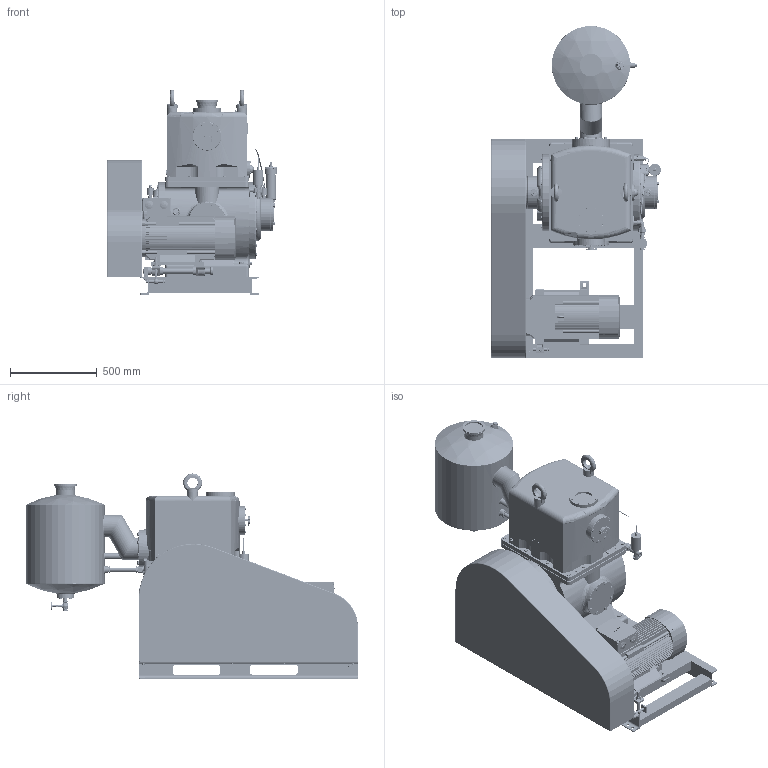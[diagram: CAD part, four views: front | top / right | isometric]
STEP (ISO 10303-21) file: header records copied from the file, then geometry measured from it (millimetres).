
FILE_DESCRIPTION(/* description */ ('Transferdokumente BA 501'),/* implementation_level */ '2;1');
FILE_NAME(/* name */ 'PK C43 637 C.stp',/* time_stamp */ '2025-11-18T08:24:00+01:00',/* author */ ('dennis.funk'),/* organization */ (''),/* preprocessor_version */ 'ST-DEVELOPER v18.1',/* originating_system */ 'Autodesk Inventor 2021',/* authorisation */ '');
FILE_SCHEMA (('AUTOMOTIVE_DESIGN { 1 0 10303 214 3 1 1 }'));
Products named in the file (34): PK 900 132; PK133007AZ_SW.ipt; PK 133 081 -X; PK 133 081 -X_1; PK133080-X_03.ipt; Frame0001; Skeleton0001; DIN U 100 00000001; DIN U 100 00000002; DIN U 140 00000003; DIN U 140 00000004; DIN U 140 00000005; DIN U 80 00000006; PK133080-X_01.ipt; PK133080-X_01.ipt_1; PK133080-X_01.ipt_2; PK133080-X_01.ipt_3; PK133080-X_02.ipt; PP 002 042; PK 122 406 -R; ISO 4017 - M16 x 100 - 8.8-A2B; PK122009-Z_achse; N 3823 333 AP; PK 133 850; DIN 471 - 16 x 1 - FST; DIN 444 - A - M16 x 140- C15E-A2B; DIN 125 - A 17 - ST-A2B; ISO 4032 - M16 - 5-A2B; ISO 4017 - M12 x 25 - 5.6-A2B; ISO 4017 - M8 x 16 - 5.8-A2B; PK123402AX_14.ipt; P 5114 351; ISO 4017 - M12 x 40 - 5.6-A2B; DIN 125 - A 13 - ST-A2B
Assembly tree (52 placements, depth 5):
  PK 900 132
    PK133007AZ_SW.ipt
    PK 133 081 -X
      PK 133 081 -X_1
        PK133080-X_03.ipt
        Frame0001
          Skeleton0001
          DIN U 100 00000001
          DIN U 100 00000002
          DIN U 140 00000003
          DIN U 140 00000004
          DIN U 140 00000005
          DIN U 80 00000006
        PK133080-X_01.ipt
        PK133080-X_01.ipt_1
        PK133080-X_01.ipt_2
        PK133080-X_01.ipt_3
        PK133080-X_02.ipt
        PP 002 042  x2
    PK 122 406 -R  x2
    ISO 4017 - M16 x 100 - 8.8-A2B  x4
    PK122009-Z_achse
    N 3823 333 AP  x4
    PK 133 850
    DIN 471 - 16 x 1 - FST  x2
    DIN 444 - A - M16 x 140- C15E-A2B
    DIN 125 - A 17 - ST-A2B
    ISO 4032 - M16 - 5-A2B
    DIN 125 - A 13 - ST-A2B  x6
    ISO 4017 - M12 x 25 - 5.6-A2B  x2
    ISO 4017 - M8 x 16 - 5.8-A2B  x2
    PK123402AX_14.ipt
    P 5114 351
    ISO 4017 - M12 x 40 - 5.6-A2B  x4
Bounding box: 976.62 x 1906.5 x 1179 mm (x, y, z)
Volume: 498458620.2 mm3; surface area: 12263310.1 mm2
Topology: 55 solids, 73 shells, 4767 faces, 11395 edges, 7108 vertices
Faces by surface type: plane 2270, cylinder 1143, cone 995, torus 173, bspline 101, sphere 85
Full cylindrical faces by diameter (mm): 1.35 x2, 1.4 x4, 1.7 x4, 3 x1, 3.4 x2, 3.5 x1, 4.134 x2, 5 x5, 5.5 x8, 6 x26, 6.647 x10, 7.5 x1, 8 x7, 8.376 x4, 10 x4, 10.106 x20, 11.6 x2, 11.63 x17, 12 x18, 12.5 x2, 12.8 x4, 13 x16, 13.835 x9, 14 x1, 14.63 x6, 15 x5, 15.2 x2, 16 x10, 16.2 x2, 16.6 x1
Entity records: 147353 total; most frequent: CARTESIAN_POINT 42439, ORIENTED_EDGE 21244, DIRECTION 20581, EDGE_CURVE 10622, AXIS2_PLACEMENT_3D 7836, VERTEX_POINT 6678, EDGE_LOOP 5015, LINE 4909
